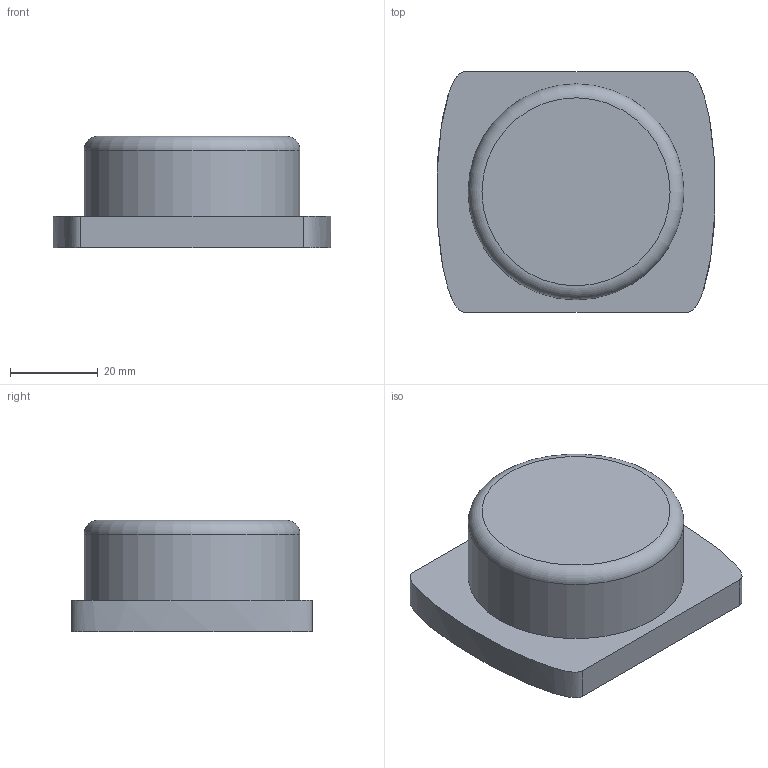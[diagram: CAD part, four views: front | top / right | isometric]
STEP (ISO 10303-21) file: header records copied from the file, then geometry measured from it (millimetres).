
FILE_DESCRIPTION(/* description */ (''),/* implementation_level */ '2;1');
FILE_NAME(/* name */ 'NEW_IRBEACON_TOP.ipt.stp',/* time_stamp */ '2014-12-18T16:48:20-08:00',/* author */ ('Autodesk Inc.'),/* organization */ ('Autodesk Inc.'),/* preprocessor_version */ 'ST-DEVELOPER v15.6',/* originating_system */ 'Autodesk Inventor 2015',/* authorisation */ '');
FILE_SCHEMA (('AUTOMOTIVE_DESIGN { 1 0 10303 214 3 1 1 }'));
Length unit declared in the file: inch
Products named in the file (1): NEW_IRBEACON_TOP
Bounding box: 63.34 x 54.77 x 25.41 mm (x, y, z)
Volume: 58233.6 mm3; surface area: 10825.7 mm2
Topology: 1 solids, 1 shells, 9 faces, 20 edges, 14 vertices
Faces by surface type: plane 5, bspline 2, torus 1, cylinder 1
Full cylindrical faces by diameter (mm): 49.212 x1
Entity records: 293 total; most frequent: CARTESIAN_POINT 60, DIRECTION 44, ORIENTED_EDGE 36, EDGE_CURVE 18, AXIS2_PLACEMENT_3D 18, VERTEX_POINT 14, EDGE_LOOP 12, FACE_OUTER_BOUND 9
